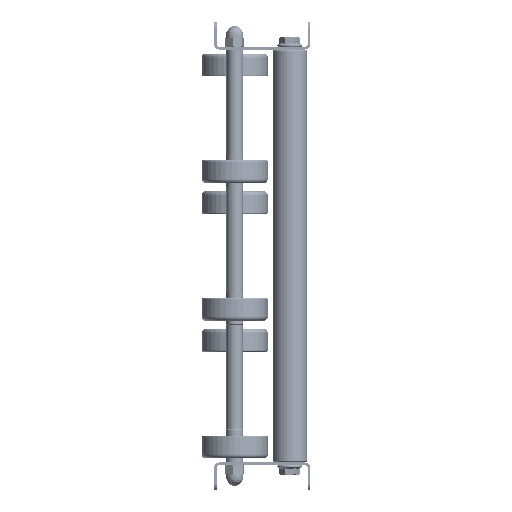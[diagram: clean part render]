
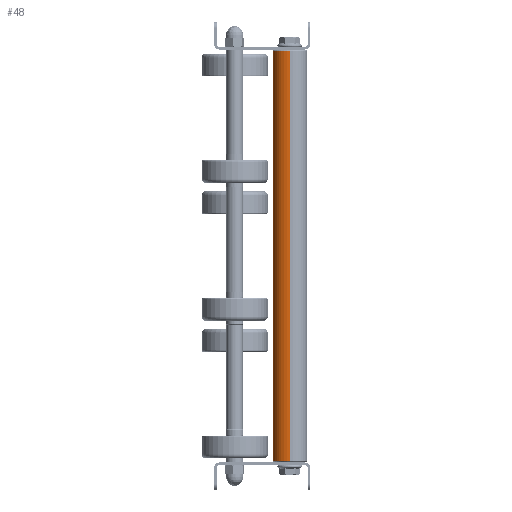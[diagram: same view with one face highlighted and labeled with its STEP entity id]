
A CAD part, left-side view. The second image highlights one B-rep face of the part: STEP entity #48.
In plain terms, the highlighted cylindrical face has radius 12.5 mm (diameter 25 mm), a partial arc.
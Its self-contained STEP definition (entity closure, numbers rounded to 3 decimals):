
#48 = ADVANCED_FACE ( 'NONE', ( #10757 ), #6085, .T. ) ;
#218 = DIRECTION ( 'NONE',  ( -1., 0., 0. ) ) ;
#451 = DIRECTION ( 'NONE',  ( 0., 0., -1. ) ) ;
#491 = CIRCLE ( 'NONE', #3757, 12.5 ) ;
#839 = CARTESIAN_POINT ( 'NONE',  ( 300., 0., -12.5 ) ) ;
#2117 = VERTEX_POINT ( 'NONE', #12928 ) ;
#2416 = CARTESIAN_POINT ( 'NONE',  ( 1., 0., -12.5 ) ) ;
#2625 = EDGE_LOOP ( 'NONE', ( #3909, #5145, #3071, #5547 ) ) ;
#2690 = AXIS2_PLACEMENT_3D ( 'NONE', #6181, #5886, #3182 ) ;
#3071 = ORIENTED_EDGE ( 'NONE', *, *, #11259, .T. ) ;
#3182 = DIRECTION ( 'NONE',  ( 0., 0., 1. ) ) ;
#3757 = AXIS2_PLACEMENT_3D ( 'NONE', #17402, #9680, #451 ) ;
#3909 = ORIENTED_EDGE ( 'NONE', *, *, #15280, .T. ) ;
#5145 = ORIENTED_EDGE ( 'NONE', *, *, #8088, .T. ) ;
#5411 = LINE ( 'NONE', #839, #17557 ) ;
#5547 = ORIENTED_EDGE ( 'NONE', *, *, #17772, .F. ) ;
#5886 = DIRECTION ( 'NONE',  ( -1., 0., 0. ) ) ;
#6085 = CYLINDRICAL_SURFACE ( 'NONE', #2690, 12.5 ) ;
#6181 = CARTESIAN_POINT ( 'NONE',  ( 300., 0., 0. ) ) ;
#6584 = VERTEX_POINT ( 'NONE', #6841 ) ;
#6841 = CARTESIAN_POINT ( 'NONE',  ( 299., 0., 12.5 ) ) ;
#7802 = LINE ( 'NONE', #14126, #11479 ) ;
#8088 = EDGE_CURVE ( 'NONE', #2117, #16002, #5411, .T. ) ;
#9680 = DIRECTION ( 'NONE',  ( -1., 0., 0. ) ) ;
#10757 = FACE_OUTER_BOUND ( 'NONE', #2625, .T. ) ;
#11022 = CIRCLE ( 'NONE', #16223, 12.5 ) ;
#11259 = EDGE_CURVE ( 'NONE', #16002, #12266, #11022, .T. ) ;
#11479 = VECTOR ( 'NONE', #218, 1000. ) ;
#11509 = CARTESIAN_POINT ( 'NONE',  ( 1., 0., 0. ) ) ;
#12266 = VERTEX_POINT ( 'NONE', #16224 ) ;
#12928 = CARTESIAN_POINT ( 'NONE',  ( 299., 0., -12.5 ) ) ;
#14126 = CARTESIAN_POINT ( 'NONE',  ( 300., 0., 12.5 ) ) ;
#14876 = DIRECTION ( 'NONE',  ( 0., 0., -1. ) ) ;
#15280 = EDGE_CURVE ( 'NONE', #6584, #2117, #491, .T. ) ;
#16002 = VERTEX_POINT ( 'NONE', #2416 ) ;
#16223 = AXIS2_PLACEMENT_3D ( 'NONE', #11509, #17817, #14876 ) ;
#16224 = CARTESIAN_POINT ( 'NONE',  ( 1., 0., 12.5 ) ) ;
#16466 = DIRECTION ( 'NONE',  ( -1., 0., 0. ) ) ;
#17402 = CARTESIAN_POINT ( 'NONE',  ( 299., 0., 0. ) ) ;
#17557 = VECTOR ( 'NONE', #16466, 1000. ) ;
#17772 = EDGE_CURVE ( 'NONE', #6584, #12266, #7802, .T. ) ;
#17817 = DIRECTION ( 'NONE',  ( 1., 0., 0. ) ) ;
